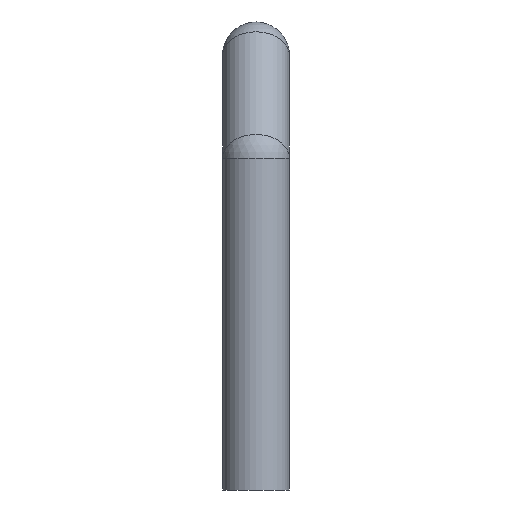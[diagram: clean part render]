
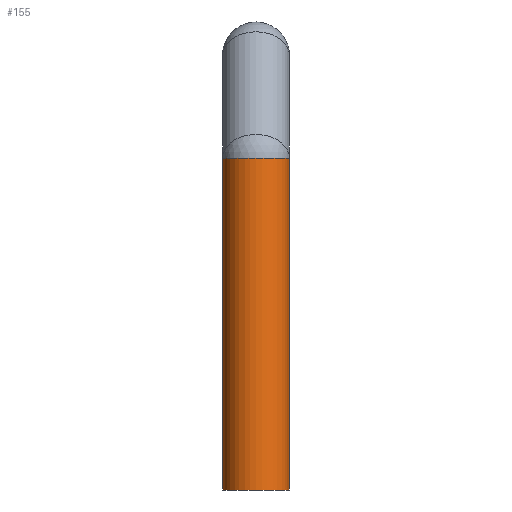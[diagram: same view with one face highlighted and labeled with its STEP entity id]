
A CAD part, front view. The second image highlights one B-rep face of the part: STEP entity #155.
In plain terms, the highlighted cylindrical face has radius 50 mm (diameter 100 mm), a full revolution.
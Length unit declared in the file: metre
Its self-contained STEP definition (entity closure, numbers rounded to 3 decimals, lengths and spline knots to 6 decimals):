
#27=ELLIPSE('',#201,0.064929,0.05);
#32=CYLINDRICAL_SURFACE('',#199,0.05);
#50=ORIENTED_EDGE('',*,*,#69,.F.);
#51=ORIENTED_EDGE('',*,*,#85,.T.);
#52=ORIENTED_EDGE('',*,*,#86,.T.);
#69=EDGE_CURVE('',#87,#87,#97,.F.);
#85=EDGE_CURVE('',#95,#96,#106,.T.);
#86=EDGE_CURVE('',#96,#95,#27,.F.);
#87=VERTEX_POINT('',#269);
#95=VERTEX_POINT('',#296);
#96=VERTEX_POINT('',#297);
#97=CIRCLE('',#178,0.05);
#106=CIRCLE('',#200,0.05);
#117=EDGE_LOOP('',(#50));
#118=EDGE_LOOP('',(#51,#52));
#137=FACE_BOUND('',#117,.T.);
#138=FACE_BOUND('',#118,.T.);
#155=ADVANCED_FACE('',(#137,#138),#32,.T.);
#178=AXIS2_PLACEMENT_3D('',#268,#210,#211);
#199=AXIS2_PLACEMENT_3D('',#299,#252,#253);
#200=AXIS2_PLACEMENT_3D('',#300,#254,#255);
#201=AXIS2_PLACEMENT_3D('',#301,#256,#257);
#210=DIRECTION('',(0.,0.,1.));
#211=DIRECTION('',(1.,0.,0.));
#252=DIRECTION('',(0.,0.,-1.));
#253=DIRECTION('',(-1.,0.,0.));
#254=DIRECTION('',(0.,0.,-1.));
#255=DIRECTION('',(-1.,0.,0.));
#256=DIRECTION('',(0.,0.638,0.77));
#257=DIRECTION('',(0.,0.77,-0.638));
#268=CARTESIAN_POINT('',(0.05,-0.45,0.));
#269=CARTESIAN_POINT('',(0.1,-0.45,0.));
#296=CARTESIAN_POINT('',(0.1,-0.45,0.496471));
#297=CARTESIAN_POINT('',(0.,-0.45,0.496471));
#299=CARTESIAN_POINT('',(0.05,-0.45,0.35));
#300=CARTESIAN_POINT('',(0.05,-0.45,0.496471));
#301=CARTESIAN_POINT('',(0.05,-0.45,0.496471));
